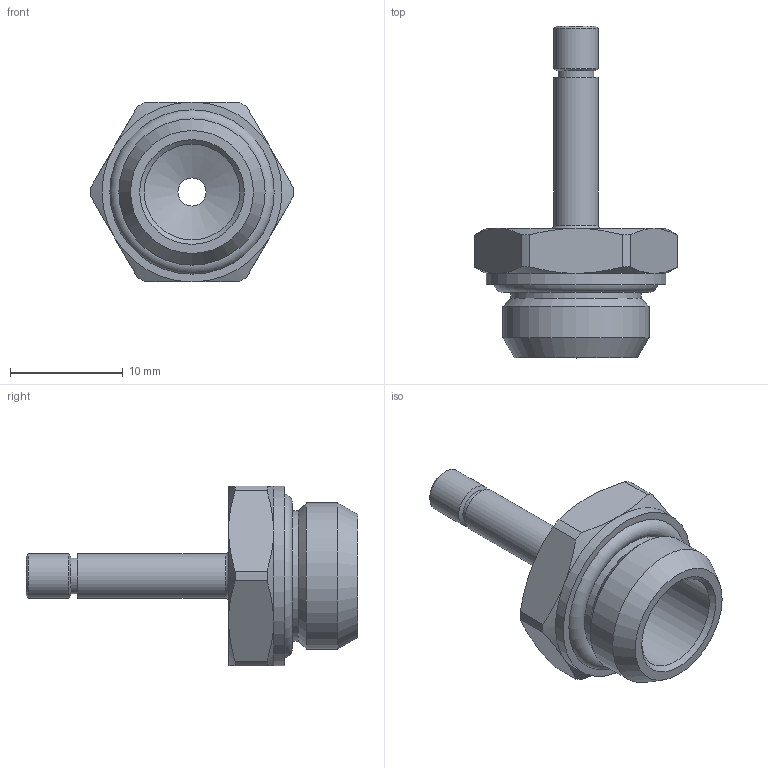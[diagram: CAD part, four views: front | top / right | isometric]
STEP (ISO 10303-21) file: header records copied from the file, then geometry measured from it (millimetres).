
FILE_DESCRIPTION( ( 'STEP AP214' ), '1' );
FILE_NAME( 'psolqas_10720_20.stp', '2020-12-01T17:14:15', ( 'License CC BY-ND 4.0' ), ( 'CADENAS' ), ' ', 'PARTsolutions', ' ' );
FILE_SCHEMA( ( 'AUTOMOTIVE_DESIGN { 1 0 10303 214 1 1 1 1 }' ) );
Length unit declared in the file: metre
Products named in the file (1): NONE
Bounding box: 18 x 29.5 x 16 mm (x, y, z)
Volume: 1473.6 mm3; surface area: 1562.1 mm2
Topology: 1 solids, 1 shells, 45 faces, 97 edges, 57 vertices
Faces by surface type: cone 18, cylinder 14, plane 11, torus 2
Full cylindrical faces by diameter (mm): 2.5 x1, 3.2 x1, 3.95 x2, 8.5 x1, 11.6 x1, 13 x1, 16 x1
Entity records: 1550 total; most frequent: CARTESIAN_POINT 278, DIRECTION 192, ORIENTED_EDGE 160, AXIS2_PLACEMENT_3D 90, EDGE_CURVE 80, EDGE_LOOP 66, VERTEX_POINT 56, FACE_OUTER_BOUND 55
